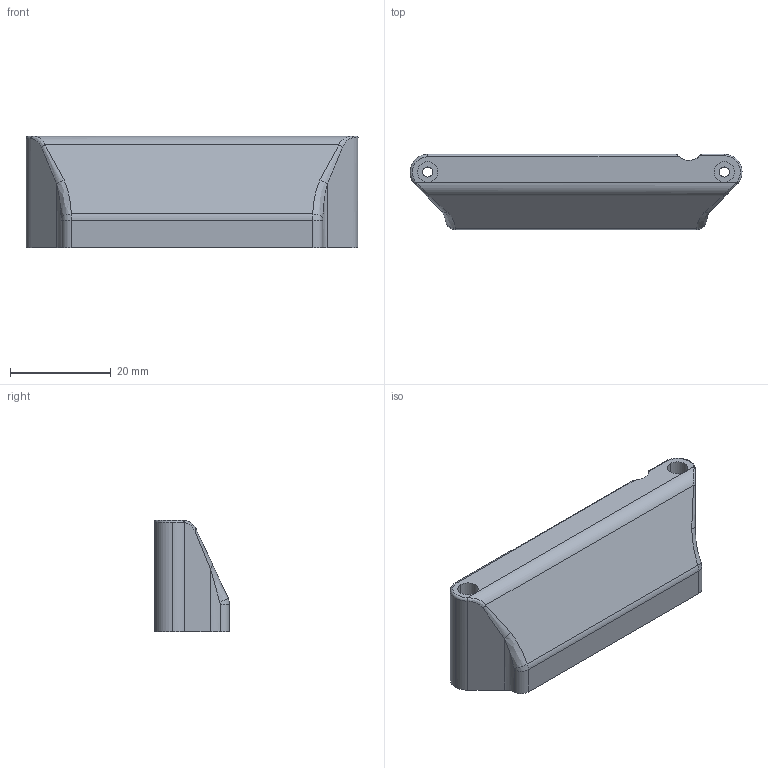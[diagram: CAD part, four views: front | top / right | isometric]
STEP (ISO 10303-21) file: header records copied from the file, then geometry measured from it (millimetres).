
FILE_DESCRIPTION (( 'STEP AP214' ), '1' );
FILE_NAME ('SV08-PZ-PartFanDuct-Interface.STEP', '2025-01-07T13:58:45', ( '' ), ( '' ), 'SwSTEP 2.0', 'SolidWorks 2022', '' );
FILE_SCHEMA (( 'AUTOMOTIVE_DESIGN' ));
Length unit declared in the file: millimetre
Products named in the file (1): SV08-PZ-PartFanDuct-Interface
Bounding box: 65.78 x 14.9 x 22.1 mm (x, y, z)
Volume: 10572.3 mm3; surface area: 6170.3 mm2
Topology: 1 solids, 1 shells, 123 faces, 312 edges, 194 vertices
Faces by surface type: cylinder 41, plane 40, bspline 29, cone 11, torus 2
Entity records: 5508 total; most frequent: CARTESIAN_POINT 2812, ORIENTED_EDGE 620, DIRECTION 460, EDGE_CURVE 310, VERTEX_POINT 194, AXIS2_PLACEMENT_3D 164, EDGE_LOOP 136, VECTOR 132
